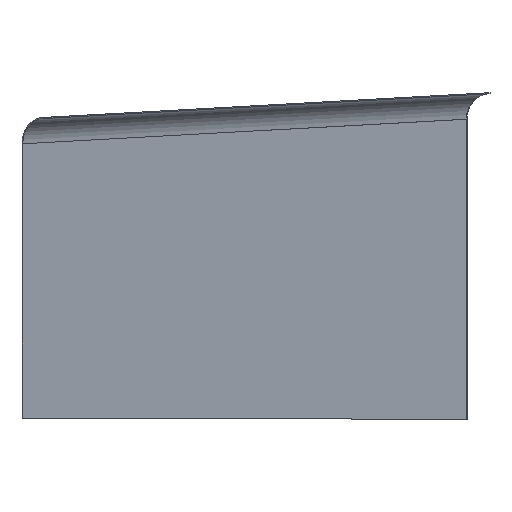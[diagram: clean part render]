
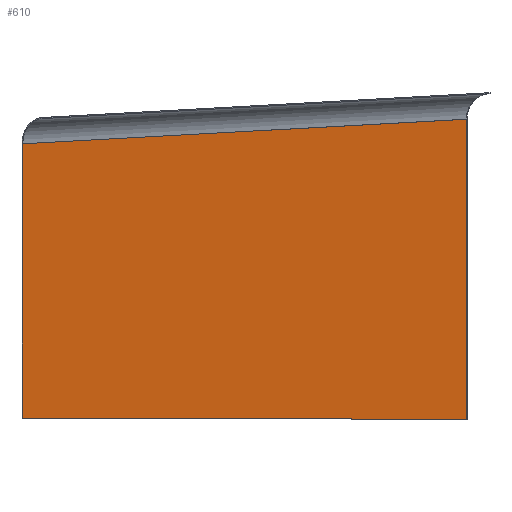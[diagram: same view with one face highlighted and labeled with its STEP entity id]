
A CAD part, top view. The second image highlights one B-rep face of the part: STEP entity #610.
In plain terms, the highlighted planar face has unit normal (0.851, 0, 0.526).
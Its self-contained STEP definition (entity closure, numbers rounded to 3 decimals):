
#44 = PLANE('',#45);
#45 = AXIS2_PLACEMENT_3D('',#46,#47,#48);
#46 = CARTESIAN_POINT('',(1273.766,0.,-2617.173));
#47 = DIRECTION('',(0.438,0.,-0.899));
#48 = DIRECTION('',(0.,-1.,0.));
#98 = PLANE('',#99);
#99 = AXIS2_PLACEMENT_3D('',#100,#101,#102);
#100 = CARTESIAN_POINT('',(2185.894,0.,-2850.41));
#101 = DIRECTION('',(0.609,0.,-0.794));
#102 = DIRECTION('',(0.,-1.,0.));
#188 = VERTEX_POINT('',#189);
#189 = CARTESIAN_POINT('',(11773.303,569.087,
    2492.902));
#204 = CYLINDRICAL_SURFACE('',#205,48.);
#205 = AXIS2_PLACEMENT_3D('',#206,#207,#208);
#206 = CARTESIAN_POINT('',(10972.624,520.074,
    3879.716));
#207 = DIRECTION('',(0.525,0.031,-0.85));
#208 = DIRECTION('',(-0.058,0.998,
    0.));
#223 = EDGE_CURVE('',#224,#188,#226,.T.);
#224 = VERTEX_POINT('',#225);
#225 = CARTESIAN_POINT('',(11773.303,0.,2492.902));
#226 = SURFACE_CURVE('',#227,(#231,#237),.PCURVE_S1.);
#227 = LINE('',#228,#229);
#228 = CARTESIAN_POINT('',(11773.303,0.,2492.902));
#229 = VECTOR('',#230,1.);
#230 = DIRECTION('',(-0.,1.,0.));
#231 = PCURVE('',#44,#232);
#232 = DEFINITIONAL_REPRESENTATION('',(#233),#236);
#233 = B_SPLINE_CURVE_WITH_KNOTS('',1,(#234,#235),.UNSPECIFIED.,.F.,.F.,
  (2,2),(-12000000.,12000000.),.PIECEWISE_BEZIER_KNOTS.);
#234 = CARTESIAN_POINT('',(12000000.,-11677.036));
#235 = CARTESIAN_POINT('',(-12000000.,-11677.036));
#236 = ( GEOMETRIC_REPRESENTATION_CONTEXT(2) 
PARAMETRIC_REPRESENTATION_CONTEXT() REPRESENTATION_CONTEXT('2D SPACE',''
  ) );
#237 = PCURVE('',#238,#243);
#238 = PLANE('',#239);
#239 = AXIS2_PLACEMENT_3D('',#240,#241,#242);
#240 = CARTESIAN_POINT('',(9634.058,0.,5954.238));
#241 = DIRECTION('',(0.851,0.,0.526));
#242 = DIRECTION('',(0.,-1.,0.));
#243 = DEFINITIONAL_REPRESENTATION('',(#244),#247);
#244 = B_SPLINE_CURVE_WITH_KNOTS('',1,(#245,#246),.UNSPECIFIED.,.F.,.F.,
  (2,2),(-12000000.,12000000.),.PIECEWISE_BEZIER_KNOTS.);
#245 = CARTESIAN_POINT('',(12000000.,4069.056));
#246 = CARTESIAN_POINT('',(-12000000.,4069.056));
#247 = ( GEOMETRIC_REPRESENTATION_CONTEXT(2) 
PARAMETRIC_REPRESENTATION_CONTEXT() REPRESENTATION_CONTEXT('2D SPACE',''
  ) );
#264 = PLANE('',#265);
#265 = AXIS2_PLACEMENT_3D('',#266,#267,#268);
#266 = CARTESIAN_POINT('',(0.,0.,-7500.));
#267 = DIRECTION('',(0.,-1.,-0.));
#268 = DIRECTION('',(1.,0.,0.));
#398 = EDGE_CURVE('',#399,#401,#403,.T.);
#399 = VERTEX_POINT('',#400);
#400 = CARTESIAN_POINT('',(10930.921,0.,3855.892));
#401 = VERTEX_POINT('',#402);
#402 = CARTESIAN_POINT('',(10930.921,520.023,
    3855.892));
#403 = SURFACE_CURVE('',#404,(#408,#414),.PCURVE_S1.);
#404 = LINE('',#405,#406);
#405 = CARTESIAN_POINT('',(10930.921,0.,3855.892));
#406 = VECTOR('',#407,1.);
#407 = DIRECTION('',(-0.,1.,0.));
#408 = PCURVE('',#98,#409);
#409 = DEFINITIONAL_REPRESENTATION('',(#410),#413);
#410 = B_SPLINE_CURVE_WITH_KNOTS('',1,(#411,#412),.UNSPECIFIED.,.F.,.F.,
  (2,2),(-12000000.,12000000.),.PIECEWISE_BEZIER_KNOTS.);
#411 = CARTESIAN_POINT('',(12000000.,-11020.434));
#412 = CARTESIAN_POINT('',(-12000000.,-11020.434));
#413 = ( GEOMETRIC_REPRESENTATION_CONTEXT(2) 
PARAMETRIC_REPRESENTATION_CONTEXT() REPRESENTATION_CONTEXT('2D SPACE',''
  ) );
#414 = PCURVE('',#238,#415);
#415 = DEFINITIONAL_REPRESENTATION('',(#416),#419);
#416 = B_SPLINE_CURVE_WITH_KNOTS('',1,(#417,#418),.UNSPECIFIED.,.F.,.F.,
  (2,2),(-12000000.,12000000.),.PIECEWISE_BEZIER_KNOTS.);
#417 = CARTESIAN_POINT('',(12000000.,2466.761));
#418 = CARTESIAN_POINT('',(-12000000.,2466.761));
#419 = ( GEOMETRIC_REPRESENTATION_CONTEXT(2) 
PARAMETRIC_REPRESENTATION_CONTEXT() REPRESENTATION_CONTEXT('2D SPACE',''
  ) );
#590 = EDGE_CURVE('',#399,#224,#591,.T.);
#591 = SURFACE_CURVE('',#592,(#596,#602),.PCURVE_S1.);
#592 = LINE('',#593,#594);
#593 = CARTESIAN_POINT('',(11311.117,0.,3240.728));
#594 = VECTOR('',#595,1.);
#595 = DIRECTION('',(0.526,0.,-0.851));
#596 = PCURVE('',#264,#597);
#597 = DEFINITIONAL_REPRESENTATION('',(#598),#601);
#598 = B_SPLINE_CURVE_WITH_KNOTS('',1,(#599,#600),.UNSPECIFIED.,.F.,.F.,
  (2,2),(-883.4,1039.354),.PIECEWISE_BEZIER_KNOTS.);
#599 = CARTESIAN_POINT('',(10846.683,11492.191));
#600 = CARTESIAN_POINT('',(11857.542,9856.603));
#601 = ( GEOMETRIC_REPRESENTATION_CONTEXT(2) 
PARAMETRIC_REPRESENTATION_CONTEXT() REPRESENTATION_CONTEXT('2D SPACE',''
  ) );
#602 = PCURVE('',#238,#603);
#603 = DEFINITIONAL_REPRESENTATION('',(#604),#607);
#604 = B_SPLINE_CURVE_WITH_KNOTS('',1,(#605,#606),.UNSPECIFIED.,.F.,.F.,
  (2,2),(-883.4,1039.354),.PIECEWISE_BEZIER_KNOTS.);
#605 = CARTESIAN_POINT('',(0.,2306.532));
#606 = CARTESIAN_POINT('',(0.,4229.285));
#607 = ( GEOMETRIC_REPRESENTATION_CONTEXT(2) 
PARAMETRIC_REPRESENTATION_CONTEXT() REPRESENTATION_CONTEXT('2D SPACE',''
  ) );
#610 = ADVANCED_FACE('',(#611),#238,.T.);
#611 = FACE_BOUND('',#612,.T.);
#612 = EDGE_LOOP('',(#613,#614,#615,#616));
#613 = ORIENTED_EDGE('',*,*,#398,.F.);
#614 = ORIENTED_EDGE('',*,*,#590,.T.);
#615 = ORIENTED_EDGE('',*,*,#223,.T.);
#616 = ORIENTED_EDGE('',*,*,#617,.F.);
#617 = EDGE_CURVE('',#401,#188,#618,.T.);
#618 = SURFACE_CURVE('',#619,(#623,#630),.PCURVE_S1.);
#619 = LINE('',#620,#621);
#620 = CARTESIAN_POINT('',(10931.793,520.074,
    3854.481));
#621 = VECTOR('',#622,1.);
#622 = DIRECTION('',(0.525,0.031,-0.85));
#623 = PCURVE('',#238,#624);
#624 = DEFINITIONAL_REPRESENTATION('',(#625),#629);
#625 = LINE('',#626,#627);
#626 = CARTESIAN_POINT('',(-520.074,2468.42));
#627 = VECTOR('',#628,1.);
#628 = DIRECTION('',(-0.031,1.));
#629 = ( GEOMETRIC_REPRESENTATION_CONTEXT(2) 
PARAMETRIC_REPRESENTATION_CONTEXT() REPRESENTATION_CONTEXT('2D SPACE',''
  ) );
#630 = PCURVE('',#204,#631);
#631 = DEFINITIONAL_REPRESENTATION('',(#632),#636);
#632 = LINE('',#633,#634);
#633 = CARTESIAN_POINT('',(-1.521,0.));
#634 = VECTOR('',#635,1.);
#635 = DIRECTION('',(-0.,1.));
#636 = ( GEOMETRIC_REPRESENTATION_CONTEXT(2) 
PARAMETRIC_REPRESENTATION_CONTEXT() REPRESENTATION_CONTEXT('2D SPACE',''
  ) );
